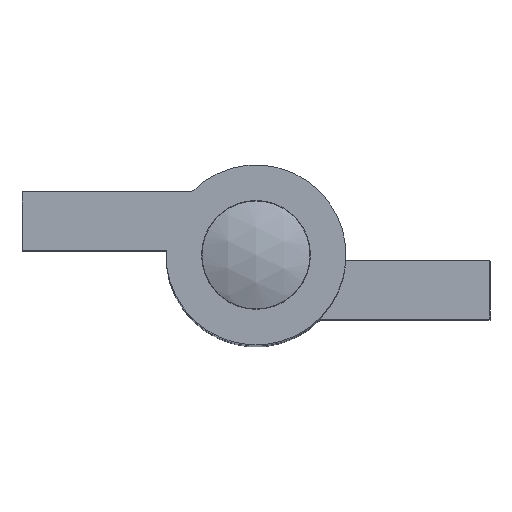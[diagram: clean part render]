
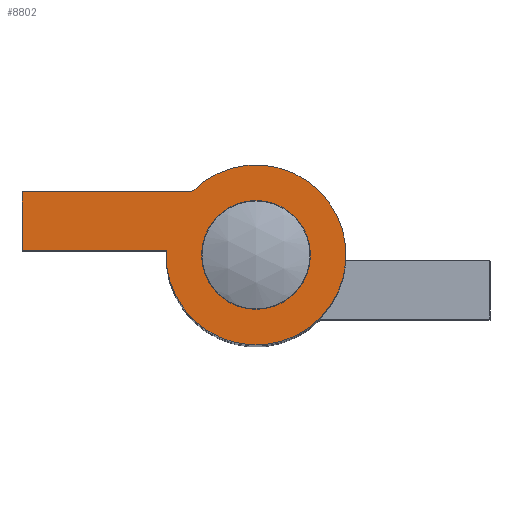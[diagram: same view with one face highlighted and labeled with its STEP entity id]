
A CAD part, top view. The second image highlights one B-rep face of the part: STEP entity #8802.
In plain terms, the highlighted planar face has unit normal (0, 0, 1).
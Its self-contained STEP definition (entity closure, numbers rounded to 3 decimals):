
#68=FACE_BOUND('',#1225,.T.);
#183=PLANE('',#9447);
#692=FACE_OUTER_BOUND('',#1224,.T.);
#1224=EDGE_LOOP('',(#6284,#6285,#6286,#6287));
#1225=EDGE_LOOP('',(#6288));
#1859=LINE('',#12884,#2859);
#1861=LINE('',#12888,#2861);
#1864=LINE('',#12895,#2864);
#2859=VECTOR('',#10277,10.);
#2861=VECTOR('',#10281,10.);
#2864=VECTOR('',#10290,10.);
#3861=CIRCLE('',#9439,6.05);
#3863=CIRCLE('',#9445,10.);
#4125=VERTEX_POINT('',#12868);
#4130=VERTEX_POINT('',#12881);
#4131=VERTEX_POINT('',#12883);
#4132=VERTEX_POINT('',#12887);
#4133=VERTEX_POINT('',#12891);
#4982=EDGE_CURVE('',#4125,#4125,#3861,.T.);
#4988=EDGE_CURVE('',#4131,#4130,#1859,.T.);
#4990=EDGE_CURVE('',#4132,#4131,#1861,.T.);
#4992=EDGE_CURVE('',#4133,#4132,#3863,.T.);
#4994=EDGE_CURVE('',#4130,#4133,#1864,.T.);
#6284=ORIENTED_EDGE('',*,*,#4994,.T.);
#6285=ORIENTED_EDGE('',*,*,#4992,.T.);
#6286=ORIENTED_EDGE('',*,*,#4990,.T.);
#6287=ORIENTED_EDGE('',*,*,#4988,.T.);
#6288=ORIENTED_EDGE('',*,*,#4982,.T.);
#8802=ADVANCED_FACE('',(#692,#68),#183,.T.);
#9439=AXIS2_PLACEMENT_3D('',#12870,#10265,#10266);
#9445=AXIS2_PLACEMENT_3D('',#12892,#10285,#10286);
#9447=AXIS2_PLACEMENT_3D('',#12896,#10291,#10292);
#10265=DIRECTION('center_axis',(0.,0.,-1.));
#10266=DIRECTION('ref_axis',(-1.,0.,0.));
#10277=DIRECTION('',(0.,-1.,0.));
#10281=DIRECTION('',(-1.,0.,0.));
#10285=DIRECTION('center_axis',(0.,0.,1.));
#10286=DIRECTION('ref_axis',(0.999,-0.05,0.));
#10290=DIRECTION('',(1.,0.,0.));
#10291=DIRECTION('center_axis',(0.,0.,1.));
#10292=DIRECTION('ref_axis',(1.,0.,0.));
#12868=CARTESIAN_POINT('',(6.05,0.,33.9));
#12870=CARTESIAN_POINT('Origin',(0.,0.,33.9));
#12881=CARTESIAN_POINT('',(-26.,0.5,33.9));
#12883=CARTESIAN_POINT('',(-26.,7.,33.9));
#12884=CARTESIAN_POINT('',(-26.,0.5,33.9));
#12887=CARTESIAN_POINT('',(-7.141,7.,33.9));
#12888=CARTESIAN_POINT('',(-26.,7.,33.9));
#12891=CARTESIAN_POINT('',(-9.987,0.5,33.9));
#12892=CARTESIAN_POINT('Origin',(0.,0.,33.9));
#12895=CARTESIAN_POINT('',(-9.987,0.5,33.9));
#12896=CARTESIAN_POINT('Origin',(-8.68,1.722,33.9));
